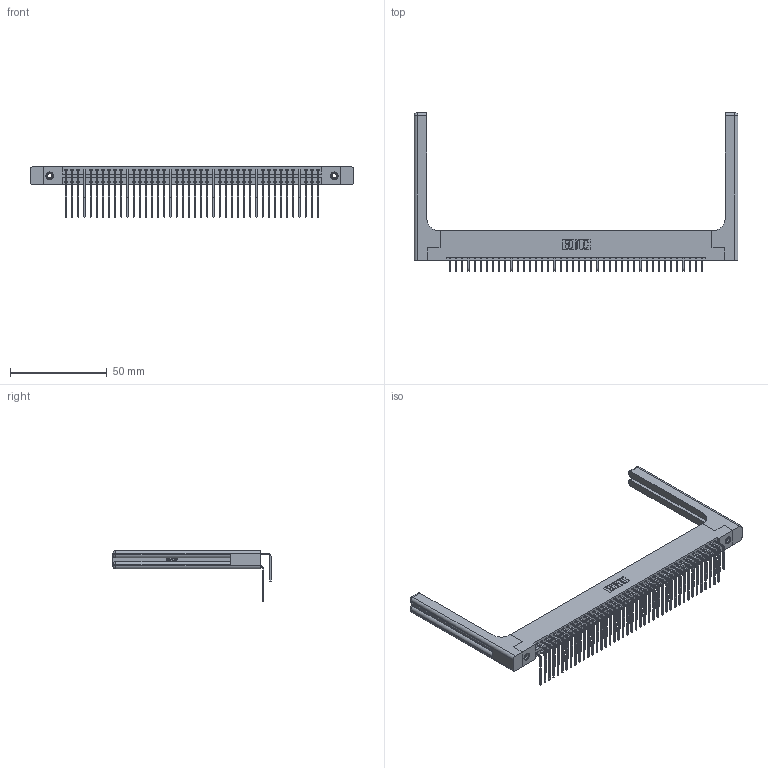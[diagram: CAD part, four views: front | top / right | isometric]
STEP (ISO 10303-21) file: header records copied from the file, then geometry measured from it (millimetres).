
FILE_DESCRIPTION (( 'STEP AP203' ), '1' );
FILE_NAME ('346-084-559-258.STEP', '2022-05-25T21:05:16', ( '' ), ( '' ), 'SwSTEP 2.0', 'SolidWorks 2020', '' );
FILE_SCHEMA (( 'CONFIG_CONTROL_DESIGN' ));
Length unit declared in the file: inch
Products named in the file (6): 345-292-001_559 Tail - 2; 346-084-559-258; 345-250-001_345-250-001-102; 346-220-058_345-220-058; 346 Part_Flush Mounting Lugs - 0.156 Dia-TH; 345-292-001_558 559 Tail - 1
Assembly tree (89 placements, depth 2):
  346-084-559-258
    346 Part_Flush Mounting Lugs - 0.156 Dia-TH
    345-292-001_558 559 Tail - 1  x42
    345-292-001_559 Tail - 2  x42
    345-250-001_345-250-001-102  x2
    346-220-058_345-220-058  x2
Bounding box: 167.41 x 81.85 x 26.16 mm (x, y, z)
Volume: 24285.4 mm3; surface area: 30412.6 mm2
Topology: 89 solids, 89 shells, 4928 faces, 14555 edges, 9570 vertices
Faces by surface type: plane 3346, cylinder 1522, bspline 36, cone 12, sphere 8, torus 4
Entity records: 34792 total; most frequent: CARTESIAN_POINT 6798, ORIENTED_EDGE 5476, DIRECTION 4946, EDGE_CURVE 2738, LINE 2306, VECTOR 2306, VERTEX_POINT 1814, AXIS2_PLACEMENT_3D 1320
